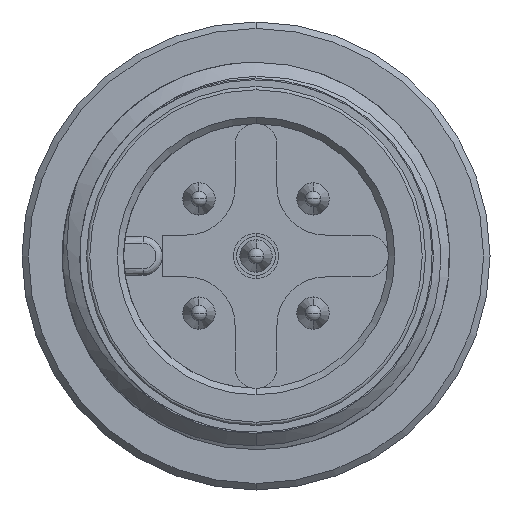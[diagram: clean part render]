
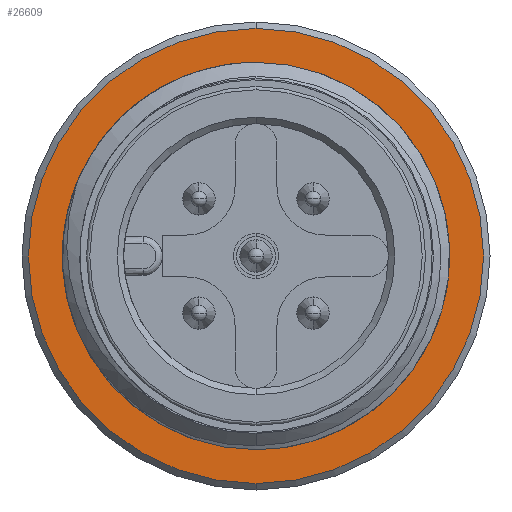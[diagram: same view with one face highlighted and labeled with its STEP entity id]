
A CAD part, left-side view. The second image highlights one B-rep face of the part: STEP entity #26609.
In plain terms, the highlighted planar face has unit normal (-1, 0, 0).
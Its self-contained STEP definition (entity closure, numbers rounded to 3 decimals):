
#919 = EDGE_LOOP ( 'NONE', ( #24709, #29177 ) ) ;
#1374 = CARTESIAN_POINT ( 'NONE',  ( 7.3, 0., 7.05 ) ) ;
#2090 = AXIS2_PLACEMENT_3D ( 'NONE', #34551, #12580, #42749 ) ;
#2770 = AXIS2_PLACEMENT_3D ( 'NONE', #29124, #13414, #9585 ) ;
#3249 = CARTESIAN_POINT ( 'NONE',  ( 7.3, 0., 6. ) ) ;
#3693 = CARTESIAN_POINT ( 'NONE',  ( 7.3, 0., 0. ) ) ;
#4108 = VERTEX_POINT ( 'NONE', #46978 ) ;
#5621 = CIRCLE ( 'NONE', #32487, 6. ) ;
#9125 = AXIS2_PLACEMENT_3D ( 'NONE', #40769, #14731, #40434 ) ;
#9585 = DIRECTION ( 'NONE',  ( 0., 0., -1. ) ) ;
#9866 = CIRCLE ( 'NONE', #9125, 6. ) ;
#10960 = DIRECTION ( 'NONE',  ( 1., 0., 0. ) ) ;
#12580 = DIRECTION ( 'NONE',  ( -1., 0., 0. ) ) ;
#12766 = VERTEX_POINT ( 'NONE', #3249 ) ;
#13414 = DIRECTION ( 'NONE',  ( -1., 0., 0. ) ) ;
#14203 = AXIS2_PLACEMENT_3D ( 'NONE', #29820, #10960, #45098 ) ;
#14527 = CIRCLE ( 'NONE', #2770, 7.05 ) ;
#14731 = DIRECTION ( 'NONE',  ( -1., 0., 0. ) ) ;
#21234 = CARTESIAN_POINT ( 'NONE',  ( 7.3, 0., -7.05 ) ) ;
#23537 = EDGE_LOOP ( 'NONE', ( #45470, #30544 ) ) ;
#24709 = ORIENTED_EDGE ( 'NONE', *, *, #40908, .F. ) ;
#26517 = DIRECTION ( 'NONE',  ( 0., 0., 1. ) ) ;
#26609 = ADVANCED_FACE ( 'NONE', ( #47347, #34380 ), #33923, .F. ) ;
#26838 = DIRECTION ( 'NONE',  ( -1., 0., 0. ) ) ;
#29124 = CARTESIAN_POINT ( 'NONE',  ( 7.3, 0., 0. ) ) ;
#29177 = ORIENTED_EDGE ( 'NONE', *, *, #46533, .F. ) ;
#29820 = CARTESIAN_POINT ( 'NONE',  ( 7.3, 6., 0. ) ) ;
#30544 = ORIENTED_EDGE ( 'NONE', *, *, #41268, .T. ) ;
#32487 = AXIS2_PLACEMENT_3D ( 'NONE', #3693, #26838, #26517 ) ;
#32925 = EDGE_CURVE ( 'NONE', #42438, #35791, #47492, .T. ) ;
#33923 = PLANE ( 'NONE',  #14203 ) ;
#34380 = FACE_BOUND ( 'NONE', #919, .T. ) ;
#34551 = CARTESIAN_POINT ( 'NONE',  ( 7.3, 0., 0. ) ) ;
#35791 = VERTEX_POINT ( 'NONE', #1374 ) ;
#40434 = DIRECTION ( 'NONE',  ( 0., 0., 1. ) ) ;
#40769 = CARTESIAN_POINT ( 'NONE',  ( 7.3, 0., 0. ) ) ;
#40908 = EDGE_CURVE ( 'NONE', #12766, #4108, #5621, .T. ) ;
#41268 = EDGE_CURVE ( 'NONE', #35791, #42438, #14527, .T. ) ;
#42438 = VERTEX_POINT ( 'NONE', #21234 ) ;
#42749 = DIRECTION ( 'NONE',  ( 0., 0., -1. ) ) ;
#45098 = DIRECTION ( 'NONE',  ( 0., 0., -1. ) ) ;
#45470 = ORIENTED_EDGE ( 'NONE', *, *, #32925, .T. ) ;
#46533 = EDGE_CURVE ( 'NONE', #4108, #12766, #9866, .T. ) ;
#46978 = CARTESIAN_POINT ( 'NONE',  ( 7.3, 0., -6. ) ) ;
#47347 = FACE_OUTER_BOUND ( 'NONE', #23537, .T. ) ;
#47492 = CIRCLE ( 'NONE', #2090, 7.05 ) ;
